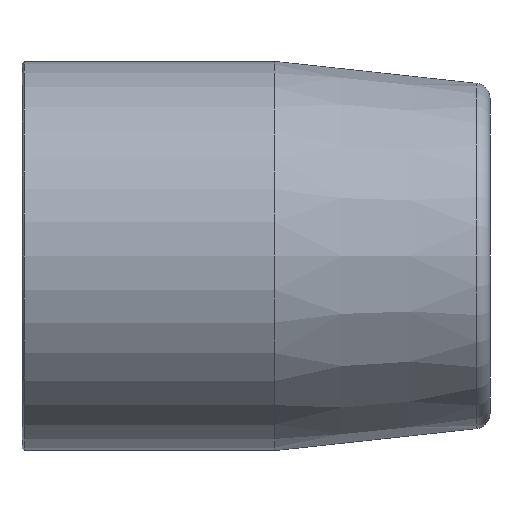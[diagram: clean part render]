
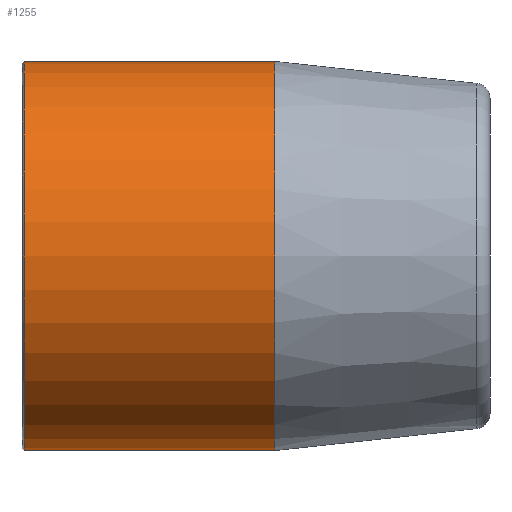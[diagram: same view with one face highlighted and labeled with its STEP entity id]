
A CAD part, front view. The second image highlights one B-rep face of the part: STEP entity #1255.
In plain terms, the highlighted cylindrical face has radius 26.2 mm (diameter 52.4 mm), a partial arc.
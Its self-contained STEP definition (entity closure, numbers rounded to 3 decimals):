
#14 = AXIS2_PLACEMENT_3D ( 'NONE', #2112, #1257, #1784 ) ;
#174 = EDGE_LOOP ( 'NONE', ( #2271, #2221, #2062, #1814 ) ) ;
#179 = CIRCLE ( 'NONE', #14, 26.2 ) ;
#236 = CARTESIAN_POINT ( 'NONE',  ( 0.3, 0., -26.2 ) ) ;
#330 = CARTESIAN_POINT ( 'NONE',  ( -31.707, 0., 26.2 ) ) ;
#415 = AXIS2_PLACEMENT_3D ( 'NONE', #1326, #2182, #1000 ) ;
#417 = CARTESIAN_POINT ( 'NONE',  ( 34., 0., 26.2 ) ) ;
#543 = VERTEX_POINT ( 'NONE', #1087 ) ;
#602 = EDGE_CURVE ( 'NONE', #543, #2366, #179, .T. ) ;
#674 = CARTESIAN_POINT ( 'NONE',  ( -31.707, 0., 0. ) ) ;
#714 = DIRECTION ( 'NONE',  ( 0., 0., 1. ) ) ;
#723 = FACE_OUTER_BOUND ( 'NONE', #174, .T. ) ;
#728 = LINE ( 'NONE', #330, #1640 ) ;
#760 = VERTEX_POINT ( 'NONE', #1934 ) ;
#794 = VECTOR ( 'NONE', #1475, 1000. ) ;
#804 = CYLINDRICAL_SURFACE ( 'NONE', #2694, 26.2 ) ;
#966 = EDGE_CURVE ( 'NONE', #760, #2366, #1060, .T. ) ;
#1000 = DIRECTION ( 'NONE',  ( 0., 0., 1. ) ) ;
#1060 = LINE ( 'NONE', #2641, #794 ) ;
#1087 = CARTESIAN_POINT ( 'NONE',  ( 0.3, 0., 26.2 ) ) ;
#1255 = ADVANCED_FACE ( 'NONE', ( #723 ), #804, .T. ) ;
#1257 = DIRECTION ( 'NONE',  ( 1., 0., 0. ) ) ;
#1326 = CARTESIAN_POINT ( 'NONE',  ( 34., 0., 0. ) ) ;
#1445 = EDGE_CURVE ( 'NONE', #2502, #543, #728, .T. ) ;
#1475 = DIRECTION ( 'NONE',  ( -1., 0., 0. ) ) ;
#1640 = VECTOR ( 'NONE', #2421, 1000. ) ;
#1704 = CIRCLE ( 'NONE', #415, 26.2 ) ;
#1784 = DIRECTION ( 'NONE',  ( 0., 0., -1. ) ) ;
#1814 = ORIENTED_EDGE ( 'NONE', *, *, #602, .T. ) ;
#1934 = CARTESIAN_POINT ( 'NONE',  ( 34., 0., -26.2 ) ) ;
#2062 = ORIENTED_EDGE ( 'NONE', *, *, #1445, .T. ) ;
#2112 = CARTESIAN_POINT ( 'NONE',  ( 0.3, 0., 0. ) ) ;
#2182 = DIRECTION ( 'NONE',  ( -1., 0., 0. ) ) ;
#2221 = ORIENTED_EDGE ( 'NONE', *, *, #2343, .T. ) ;
#2271 = ORIENTED_EDGE ( 'NONE', *, *, #966, .F. ) ;
#2343 = EDGE_CURVE ( 'NONE', #760, #2502, #1704, .T. ) ;
#2355 = DIRECTION ( 'NONE',  ( -1., 0., 0. ) ) ;
#2366 = VERTEX_POINT ( 'NONE', #236 ) ;
#2421 = DIRECTION ( 'NONE',  ( -1., 0., 0. ) ) ;
#2502 = VERTEX_POINT ( 'NONE', #417 ) ;
#2641 = CARTESIAN_POINT ( 'NONE',  ( -31.707, 0., -26.2 ) ) ;
#2694 = AXIS2_PLACEMENT_3D ( 'NONE', #674, #2355, #714 ) ;
